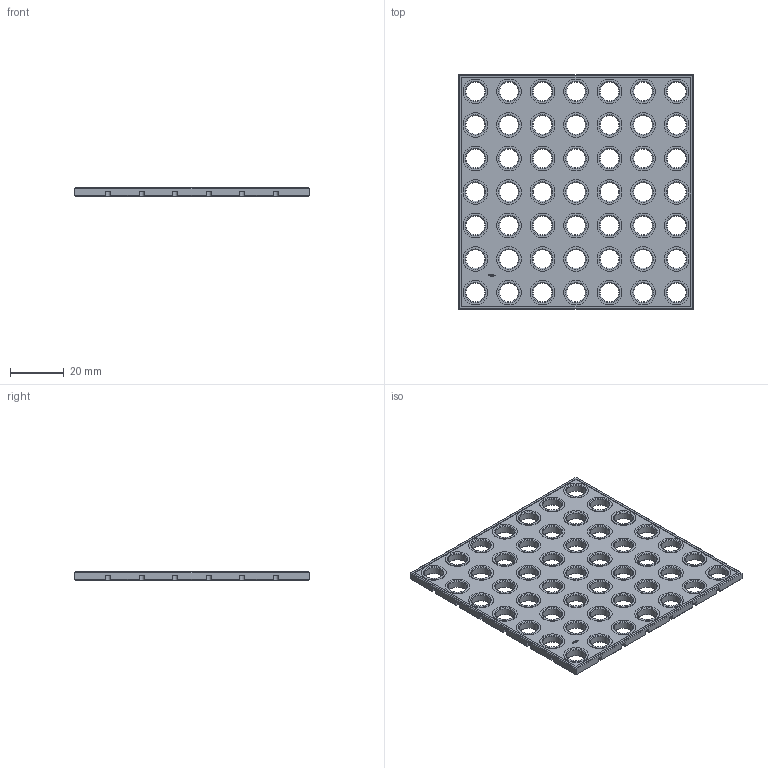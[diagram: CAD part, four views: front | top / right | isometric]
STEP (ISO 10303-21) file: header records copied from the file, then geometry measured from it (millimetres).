
FILE_DESCRIPTION(('FreeCAD Model'),'2;1');
FILE_NAME('Open CASCADE Shape Model','2024-02-25T16:37:03',(''),(''), 'Open CASCADE STEP processor 7.6','FreeCAD','Unknown');
FILE_SCHEMA(('AUTOMOTIVE_DESIGN { 1 0 10303 214 1 1 1 1 }'));
Products named in the file (1): Plate SQR CRNS BU07x00.25 - SPN-PLT-0066 (stemfie.org)
Bounding box: 87.5 x 87.5 x 3.12 mm (x, y, z)
Volume: 16332.6 mm3; surface area: 16612.6 mm2
Topology: 1 solids, 1 shells, 1149 faces, 3086 edges, 2022 vertices
Faces by surface type: plane 603, cylinder 266, extrusion 182, cone 98
Full cylindrical faces by diameter (mm): 7 x49, 9.2 x49
Entity records: 77330 total; most frequent: CARTESIAN_POINT 16944, DIRECTION 10474, VECTOR 6844, LINE 6662, ORIENTED_EDGE 6172, PCURVE 6172, DEFINITIONAL_REPRESENTATION 6172, EDGE_CURVE 3086
